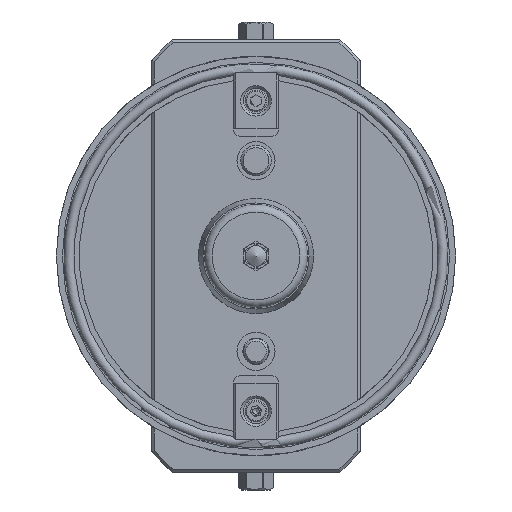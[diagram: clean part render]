
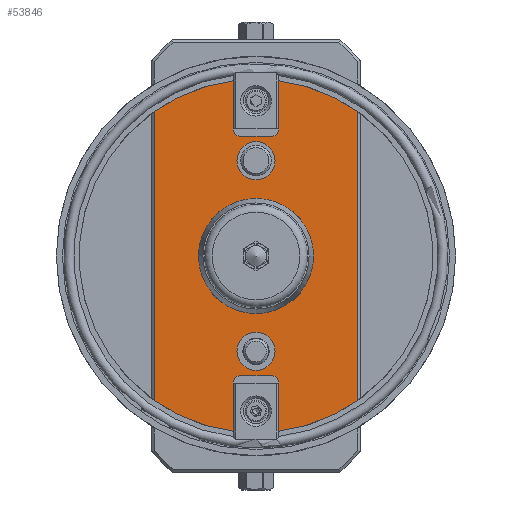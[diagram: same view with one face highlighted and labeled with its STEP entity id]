
A CAD part, front view. The second image highlights one B-rep face of the part: STEP entity #53846.
In plain terms, the highlighted planar face has unit normal (0, -1, 0).
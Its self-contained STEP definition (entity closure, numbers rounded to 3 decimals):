
#1198=FACE_BOUND('',#18056,.T.);
#1199=FACE_BOUND('',#18057,.T.);
#1200=FACE_BOUND('',#18058,.T.);
#2149=PLANE('',#57161);
#3143=LINE('',#70840,#8363);
#3152=LINE('',#70872,#8372);
#3195=LINE('',#71064,#8415);
#3204=LINE('',#71096,#8424);
#5634=LINE('',#82837,#10854);
#5695=LINE('',#82984,#10915);
#5703=LINE('',#83044,#10923);
#5716=LINE('',#83082,#10936);
#8363=VECTOR('',#59043,10.);
#8372=VECTOR('',#59058,10.);
#8415=VECTOR('',#59181,10.);
#8424=VECTOR('',#59196,10.);
#10854=VECTOR('',#64344,10.);
#10915=VECTOR('',#64503,10.);
#10923=VECTOR('',#64545,10.);
#10936=VECTOR('',#64592,10.);
#15077=FACE_OUTER_BOUND('',#18055,.T.);
#18055=EDGE_LOOP('',(#41930,#41931,#41932,#41933,#41934,#41935,#41936,#41937,
#41938,#41939,#41940,#41941,#41942,#41943,#41944,#41945));
#18056=EDGE_LOOP('',(#41946,#41947,#41948,#41949,#41950));
#18057=EDGE_LOOP('',(#41951));
#18058=EDGE_LOOP('',(#41952));
#20937=CIRCLE('',#55690,69.5);
#20939=CIRCLE('',#55694,69.5);
#21172=CIRCLE('',#56167,69.5);
#21173=CIRCLE('',#56170,69.5);
#21358=CIRCLE('',#57131,3.);
#21359=CIRCLE('',#57134,3.);
#21364=CIRCLE('',#57145,3.);
#21365=CIRCLE('',#57148,3.);
#21369=CIRCLE('',#57158,2.567);
#21371=CIRCLE('',#57162,21.642);
#21372=CIRCLE('',#57163,21.642);
#21373=CIRCLE('',#57164,21.642);
#21374=CIRCLE('',#57165,2.567);
#21375=CIRCLE('',#57166,7.5);
#21376=CIRCLE('',#57167,7.5);
#21912=VERTEX_POINT('',#70836);
#21914=VERTEX_POINT('',#70839);
#21922=VERTEX_POINT('',#70870);
#21923=VERTEX_POINT('',#70871);
#21950=VERTEX_POINT('',#70996);
#21955=VERTEX_POINT('',#71006);
#21956=VERTEX_POINT('',#71008);
#21966=VERTEX_POINT('',#71063);
#21974=VERTEX_POINT('',#71094);
#21975=VERTEX_POINT('',#71095);
#22382=VERTEX_POINT('',#73188);
#22385=VERTEX_POINT('',#73195);
#24515=VERTEX_POINT('',#83039);
#24516=VERTEX_POINT('',#83043);
#24523=VERTEX_POINT('',#83071);
#24524=VERTEX_POINT('',#83078);
#24526=VERTEX_POINT('',#83093);
#24528=VERTEX_POINT('',#83097);
#24530=VERTEX_POINT('',#83105);
#24531=VERTEX_POINT('',#83107);
#24532=VERTEX_POINT('',#83109);
#24533=VERTEX_POINT('',#83112);
#24534=VERTEX_POINT('',#83114);
#26982=EDGE_CURVE('',#21914,#21912,#3143,.T.);
#26992=EDGE_CURVE('',#21922,#21923,#3152,.T.);
#27040=EDGE_CURVE('',#21950,#21922,#20937,.T.);
#27046=EDGE_CURVE('',#21956,#21955,#20939,.T.);
#27062=EDGE_CURVE('',#21966,#21956,#3195,.T.);
#27072=EDGE_CURVE('',#21974,#21975,#3204,.T.);
#27686=EDGE_CURVE('',#22382,#21974,#21172,.T.);
#27691=EDGE_CURVE('',#21912,#22385,#21173,.T.);
#30688=EDGE_CURVE('',#21950,#21955,#5634,.T.);
#30765=EDGE_CURVE('',#22382,#22385,#5695,.T.);
#30783=EDGE_CURVE('',#21975,#24515,#21358,.T.);
#30785=EDGE_CURVE('',#24515,#24516,#5703,.T.);
#30787=EDGE_CURVE('',#24516,#21966,#21359,.T.);
#30799=EDGE_CURVE('',#24523,#21914,#21364,.T.);
#30803=EDGE_CURVE('',#21923,#24524,#21365,.T.);
#30805=EDGE_CURVE('',#24524,#24523,#5716,.T.);
#30813=EDGE_CURVE('',#24528,#24526,#21369,.T.);
#30816=EDGE_CURVE('',#24526,#24530,#21371,.T.);
#30817=EDGE_CURVE('',#24531,#24528,#21372,.T.);
#30818=EDGE_CURVE('',#24532,#24531,#21373,.T.);
#30819=EDGE_CURVE('',#24530,#24532,#21374,.T.);
#30820=EDGE_CURVE('',#24533,#24533,#21375,.T.);
#30821=EDGE_CURVE('',#24534,#24534,#21376,.T.);
#41930=ORIENTED_EDGE('',*,*,#26982,.T.);
#41931=ORIENTED_EDGE('',*,*,#27691,.T.);
#41932=ORIENTED_EDGE('',*,*,#30765,.F.);
#41933=ORIENTED_EDGE('',*,*,#27686,.T.);
#41934=ORIENTED_EDGE('',*,*,#27072,.T.);
#41935=ORIENTED_EDGE('',*,*,#30783,.T.);
#41936=ORIENTED_EDGE('',*,*,#30785,.T.);
#41937=ORIENTED_EDGE('',*,*,#30787,.T.);
#41938=ORIENTED_EDGE('',*,*,#27062,.T.);
#41939=ORIENTED_EDGE('',*,*,#27046,.T.);
#41940=ORIENTED_EDGE('',*,*,#30688,.F.);
#41941=ORIENTED_EDGE('',*,*,#27040,.T.);
#41942=ORIENTED_EDGE('',*,*,#26992,.T.);
#41943=ORIENTED_EDGE('',*,*,#30803,.T.);
#41944=ORIENTED_EDGE('',*,*,#30805,.T.);
#41945=ORIENTED_EDGE('',*,*,#30799,.T.);
#41946=ORIENTED_EDGE('',*,*,#30816,.F.);
#41947=ORIENTED_EDGE('',*,*,#30813,.F.);
#41948=ORIENTED_EDGE('',*,*,#30817,.F.);
#41949=ORIENTED_EDGE('',*,*,#30818,.F.);
#41950=ORIENTED_EDGE('',*,*,#30819,.F.);
#41951=ORIENTED_EDGE('',*,*,#30820,.T.);
#41952=ORIENTED_EDGE('',*,*,#30821,.T.);
#53846=ADVANCED_FACE('',(#15077,#1198,#1199,#1200),#2149,.T.);
#55690=AXIS2_PLACEMENT_3D('',#70997,#59141,#59142);
#55694=AXIS2_PLACEMENT_3D('',#71009,#59151,#59152);
#56167=AXIS2_PLACEMENT_3D('',#73189,#60349,#60350);
#56170=AXIS2_PLACEMENT_3D('',#73197,#60357,#60358);
#57131=AXIS2_PLACEMENT_3D('',#83040,#64540,#64541);
#57134=AXIS2_PLACEMENT_3D('',#83047,#64549,#64550);
#57145=AXIS2_PLACEMENT_3D('',#83072,#64578,#64579);
#57148=AXIS2_PLACEMENT_3D('',#83079,#64587,#64588);
#57158=AXIS2_PLACEMENT_3D('',#83099,#64613,#64614);
#57161=AXIS2_PLACEMENT_3D('',#83104,#64620,#64621);
#57162=AXIS2_PLACEMENT_3D('',#83106,#64622,#64623);
#57163=AXIS2_PLACEMENT_3D('',#83108,#64624,#64625);
#57164=AXIS2_PLACEMENT_3D('',#83110,#64626,#64627);
#57165=AXIS2_PLACEMENT_3D('',#83111,#64628,#64629);
#57166=AXIS2_PLACEMENT_3D('',#83113,#64630,#64631);
#57167=AXIS2_PLACEMENT_3D('',#83115,#64632,#64633);
#59043=DIRECTION('',(0.,0.,-1.));
#59058=DIRECTION('',(0.,0.,1.));
#59141=DIRECTION('center_axis',(0.,-1.,0.));
#59142=DIRECTION('ref_axis',(0.904,0.,0.428));
#59151=DIRECTION('center_axis',(0.,-1.,0.));
#59152=DIRECTION('ref_axis',(-0.904,0.,-0.428));
#59181=DIRECTION('',(0.,0.,1.));
#59196=DIRECTION('',(0.,0.,-1.));
#60349=DIRECTION('center_axis',(0.,-1.,0.));
#60350=DIRECTION('ref_axis',(-0.904,0.,-0.428));
#60357=DIRECTION('center_axis',(0.,-1.,0.));
#60358=DIRECTION('ref_axis',(0.904,0.,0.428));
#64344=DIRECTION('',(0.,0.,1.));
#64503=DIRECTION('',(0.,0.,-1.));
#64540=DIRECTION('center_axis',(0.,1.,0.));
#64541=DIRECTION('ref_axis',(0.,0.,
-1.));
#64545=DIRECTION('',(-1.,0.,0.));
#64549=DIRECTION('center_axis',(0.,1.,0.));
#64550=DIRECTION('ref_axis',(-1.,0.,0.));
#64578=DIRECTION('center_axis',(0.,1.,0.));
#64579=DIRECTION('ref_axis',(1.,0.,0.));
#64587=DIRECTION('center_axis',(0.,1.,0.));
#64588=DIRECTION('ref_axis',(0.,0.,
1.));
#64592=DIRECTION('',(1.,0.,0.));
#64613=DIRECTION('center_axis',(0.,-1.,0.));
#64614=DIRECTION('ref_axis',(1.,0.,0.));
#64620=DIRECTION('center_axis',(0.,-1.,0.));
#64621=DIRECTION('ref_axis',(1.,0.,0.));
#64622=DIRECTION('center_axis',(0.,-1.,0.));
#64623=DIRECTION('ref_axis',(0.,0.,1.));
#64624=DIRECTION('center_axis',(0.,-1.,0.));
#64625=DIRECTION('ref_axis',(0.,0.,1.));
#64626=DIRECTION('center_axis',(0.,-1.,0.));
#64627=DIRECTION('ref_axis',(0.,0.,1.));
#64628=DIRECTION('center_axis',(0.,-1.,0.));
#64629=DIRECTION('ref_axis',(1.,0.,0.));
#64630=DIRECTION('center_axis',(0.,1.,0.));
#64631=DIRECTION('ref_axis',(1.,0.,0.));
#64632=DIRECTION('center_axis',(0.,1.,0.));
#64633=DIRECTION('ref_axis',(1.,0.,0.));
#70836=CARTESIAN_POINT('',(9.,0.,-68.915));
#70839=CARTESIAN_POINT('',(9.,0.,-50.));
#70840=CARTESIAN_POINT('',(9.,0.,-25.));
#70870=CARTESIAN_POINT('',(-9.,0.,-68.915));
#70871=CARTESIAN_POINT('',(-9.,0.,-50.));
#70872=CARTESIAN_POINT('',(-9.,0.,-36.));
#70996=CARTESIAN_POINT('',(-40.,0.,-56.835));
#70997=CARTESIAN_POINT('Origin',(0.,0.,
0.));
#71006=CARTESIAN_POINT('',(-40.,0.,56.835));
#71008=CARTESIAN_POINT('',(-9.,0.,68.915));
#71009=CARTESIAN_POINT('Origin',(0.,0.,
0.));
#71063=CARTESIAN_POINT('',(-9.,0.,50.));
#71064=CARTESIAN_POINT('',(-9.,0.,25.));
#71094=CARTESIAN_POINT('',(9.,0.,68.915));
#71095=CARTESIAN_POINT('',(9.,0.,50.));
#71096=CARTESIAN_POINT('',(9.,0.,36.));
#73188=CARTESIAN_POINT('',(40.,0.,56.835));
#73189=CARTESIAN_POINT('Origin',(0.,0.,
0.));
#73195=CARTESIAN_POINT('',(40.,0.,-56.835));
#73197=CARTESIAN_POINT('Origin',(0.,0.,
0.));
#82837=CARTESIAN_POINT('',(-40.,0.,0.));
#82984=CARTESIAN_POINT('',(40.,0.,0.));
#83039=CARTESIAN_POINT('',(6.,0.,47.));
#83040=CARTESIAN_POINT('Origin',(6.,0.,
50.));
#83043=CARTESIAN_POINT('',(-6.,0.,47.));
#83044=CARTESIAN_POINT('',(-17.5,0.,47.));
#83047=CARTESIAN_POINT('Origin',(-6.,0.,
50.));
#83071=CARTESIAN_POINT('',(6.,0.,-47.));
#83072=CARTESIAN_POINT('Origin',(6.,0.,
-50.));
#83078=CARTESIAN_POINT('',(-6.,0.,-47.));
#83079=CARTESIAN_POINT('Origin',(-6.,0.,
-50.));
#83082=CARTESIAN_POINT('',(-23.5,0.,-47.));
#83093=CARTESIAN_POINT('',(14.417,0.,16.14));
#83097=CARTESIAN_POINT('',(15.03,0.,15.572));
#83099=CARTESIAN_POINT('Origin',(13.,0.,14.));
#83104=CARTESIAN_POINT('Origin',(-41.,0.,0.));
#83105=CARTESIAN_POINT('',(-14.417,0.,16.14));
#83106=CARTESIAN_POINT('Origin',(0.,0.,
0.));
#83107=CARTESIAN_POINT('',(0.,0.,-21.642));
#83108=CARTESIAN_POINT('Origin',(0.,0.,
0.));
#83109=CARTESIAN_POINT('',(-15.03,0.,15.572));
#83110=CARTESIAN_POINT('Origin',(0.,0.,
0.));
#83111=CARTESIAN_POINT('Origin',(-13.,0.,14.));
#83112=CARTESIAN_POINT('',(-7.5,0.,37.5));
#83113=CARTESIAN_POINT('Origin',(0.,0.,
37.5));
#83114=CARTESIAN_POINT('',(-7.5,0.,-37.5));
#83115=CARTESIAN_POINT('Origin',(0.,0.,
-37.5));
